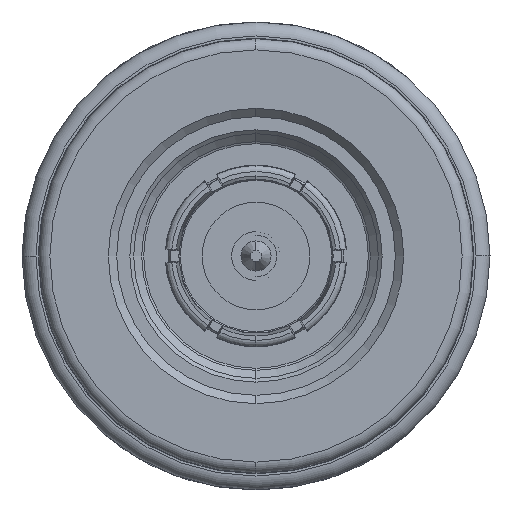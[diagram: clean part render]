
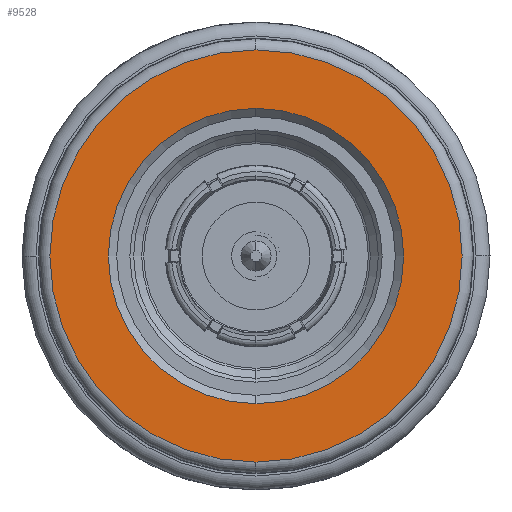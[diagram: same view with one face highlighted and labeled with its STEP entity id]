
A CAD part, left-side view. The second image highlights one B-rep face of the part: STEP entity #9528.
In plain terms, the highlighted planar face has unit normal (-1, 0, 0).
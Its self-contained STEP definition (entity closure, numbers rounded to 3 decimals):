
#979 = CIRCLE ( 'NONE', #22615, 6.731 ) ;
#987 = PLANE ( 'NONE',  #17347 ) ;
#1315 = CARTESIAN_POINT ( 'NONE',  ( 0., 0., 0. ) ) ;
#1671 = CARTESIAN_POINT ( 'NONE',  ( 0., 0., 9.398 ) ) ;
#2041 = ORIENTED_EDGE ( 'NONE', *, *, #20752, .T. ) ;
#2832 = DIRECTION ( 'NONE',  ( 0., 0., -1. ) ) ;
#3179 = DIRECTION ( 'NONE',  ( 0., 0., -1. ) ) ;
#3295 = CARTESIAN_POINT ( 'NONE',  ( 0., 0., 0. ) ) ;
#4289 = EDGE_CURVE ( 'NONE', #5805, #7193, #9180, .T. ) ;
#5805 = VERTEX_POINT ( 'NONE', #21635 ) ;
#7193 = VERTEX_POINT ( 'NONE', #1671 ) ;
#7508 = EDGE_CURVE ( 'NONE', #7193, #5805, #24080, .T. ) ;
#8379 = AXIS2_PLACEMENT_3D ( 'NONE', #16141, #12245, #16263 ) ;
#8596 = CARTESIAN_POINT ( 'NONE',  ( 0., 0., 0. ) ) ;
#8625 = CIRCLE ( 'NONE', #10609, 6.731 ) ;
#8656 = CARTESIAN_POINT ( 'NONE',  ( 0., 6.35, 0. ) ) ;
#9180 = CIRCLE ( 'NONE', #8379, 9.398 ) ;
#9528 = ADVANCED_FACE ( 'NONE', ( #10518, #14528 ), #987, .F. ) ;
#9738 = VERTEX_POINT ( 'NONE', #23679 ) ;
#10324 = EDGE_CURVE ( 'NONE', #15838, #9738, #979, .T. ) ;
#10518 = FACE_OUTER_BOUND ( 'NONE', #22185, .T. ) ;
#10607 = ORIENTED_EDGE ( 'NONE', *, *, #7508, .T. ) ;
#10609 = AXIS2_PLACEMENT_3D ( 'NONE', #1315, #23790, #2832 ) ;
#10759 = DIRECTION ( 'NONE',  ( 0., 0., -1. ) ) ;
#11055 = DIRECTION ( 'NONE',  ( -1., 0., 0. ) ) ;
#12245 = DIRECTION ( 'NONE',  ( -1., 0., 0. ) ) ;
#12339 = ORIENTED_EDGE ( 'NONE', *, *, #4289, .T. ) ;
#14528 = FACE_BOUND ( 'NONE', #16513, .T. ) ;
#15838 = VERTEX_POINT ( 'NONE', #16287 ) ;
#16141 = CARTESIAN_POINT ( 'NONE',  ( 0., 0., 0. ) ) ;
#16263 = DIRECTION ( 'NONE',  ( 0., 0., -1. ) ) ;
#16287 = CARTESIAN_POINT ( 'NONE',  ( 0., 0., 6.731 ) ) ;
#16290 = DIRECTION ( 'NONE',  ( 1., 0., 0. ) ) ;
#16513 = EDGE_LOOP ( 'NONE', ( #19012, #2041 ) ) ;
#17256 = AXIS2_PLACEMENT_3D ( 'NONE', #3295, #11055, #24376 ) ;
#17347 = AXIS2_PLACEMENT_3D ( 'NONE', #8656, #16290, #10759 ) ;
#19012 = ORIENTED_EDGE ( 'NONE', *, *, #10324, .T. ) ;
#20752 = EDGE_CURVE ( 'NONE', #9738, #15838, #8625, .T. ) ;
#21635 = CARTESIAN_POINT ( 'NONE',  ( 0., 0., -9.398 ) ) ;
#22185 = EDGE_LOOP ( 'NONE', ( #12339, #10607 ) ) ;
#22615 = AXIS2_PLACEMENT_3D ( 'NONE', #8596, #23775, #3179 ) ;
#23679 = CARTESIAN_POINT ( 'NONE',  ( 0., 0., -6.731 ) ) ;
#23775 = DIRECTION ( 'NONE',  ( 1., 0., 0. ) ) ;
#23790 = DIRECTION ( 'NONE',  ( 1., 0., 0. ) ) ;
#24080 = CIRCLE ( 'NONE', #17256, 9.398 ) ;
#24376 = DIRECTION ( 'NONE',  ( 0., 0., -1. ) ) ;
